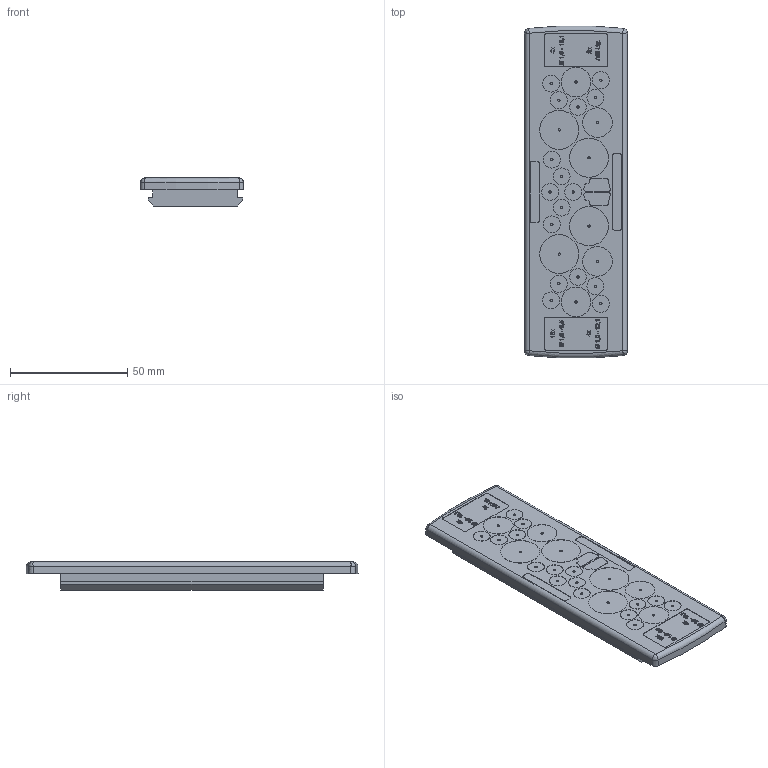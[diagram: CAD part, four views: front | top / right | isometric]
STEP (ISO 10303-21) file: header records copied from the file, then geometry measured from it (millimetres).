
FILE_DESCRIPTION(('CATIA V5R22 STEP214','CAx-IF Rec.Pracs.--- Model Styling and Organization---1.4--- 2014-01-23'),'2;1');
FILE_NAME ('1241170-5_2_2743680000_2743680000.stp','2022-01-21T12:57:41+00:00',('none'),('Weidmueller'),'CATIA Version 5-6 Release 2016 SP3 HF44','CATIA V5 STEP AP214','none');
FILE_SCHEMA(('AUTOMOTIVE_DESIGN { 1 0 10303 214 1 1 1 1 }'));
Products named in the file (1): CABTITE EP B 24/26 GY
Bounding box: 43.97 x 141.72 x 12 mm (x, y, z)
Volume: 43738.5 mm3; surface area: 23218.5 mm2
Topology: 1 solids, 1 shells, 892 faces, 2242 edges, 1488 vertices
Faces by surface type: plane 433, bspline 323, cylinder 112, extrusion 16, cone 6, torus 2
Entity records: 42114 total; most frequent: CARTESIAN_POINT 24002, ORIENTED_EDGE 4476, EDGE_CURVE 2238, DIRECTION 2166, VERTEX_POINT 1488, EDGE_LOOP 1032, VECTOR 1028, B_SPLINE_CURVE_WITH_KNOTS 1012
